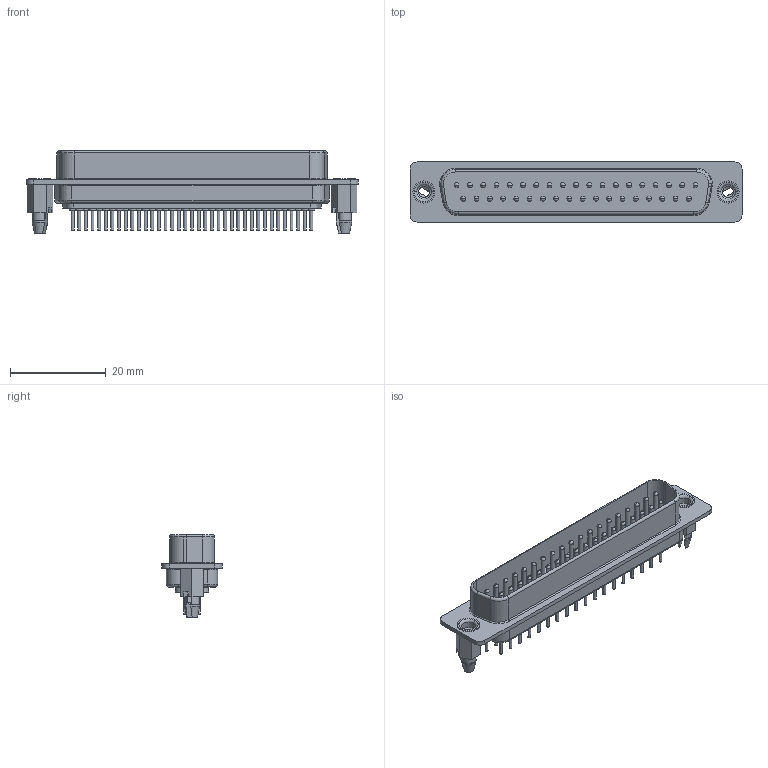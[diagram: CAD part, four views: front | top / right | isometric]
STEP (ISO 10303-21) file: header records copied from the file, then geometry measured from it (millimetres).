
FILE_DESCRIPTION (( 'STEP AP214' ), '1' );
FILE_NAME ('K85X(HT)-CD-37P-BR_rA3.STEP', '2013-03-22T18:46:47', ( 'Daniel' ), ( 'Microsoft' ), 'SwSTEP 2.0', 'SolidWorks 2012', '' );
FILE_SCHEMA (( 'AUTOMOTIVE_DESIGN' ));
Length unit declared in the file: millimetre
Products named in the file (1): K85X(HT)-CD-37P-BR_rA3
Bounding box: 69.32 x 12.55 x 17.3 mm (x, y, z)
Volume: 4105.1 mm3; surface area: 5363.2 mm2
Topology: 1 solids, 1 shells, 531 faces, 1295 edges, 808 vertices
Faces by surface type: cylinder 286, plane 133, sphere 74, torus 24, cone 14
Entity records: 16519 total; most frequent: DIRECTION 2886, CARTESIAN_POINT 2495, ORIENTED_EDGE 2294, AXIS2_PLACEMENT_3D 1221, EDGE_CURVE 1147, VERTEX_POINT 734, CIRCLE 689, EDGE_LOOP 651
